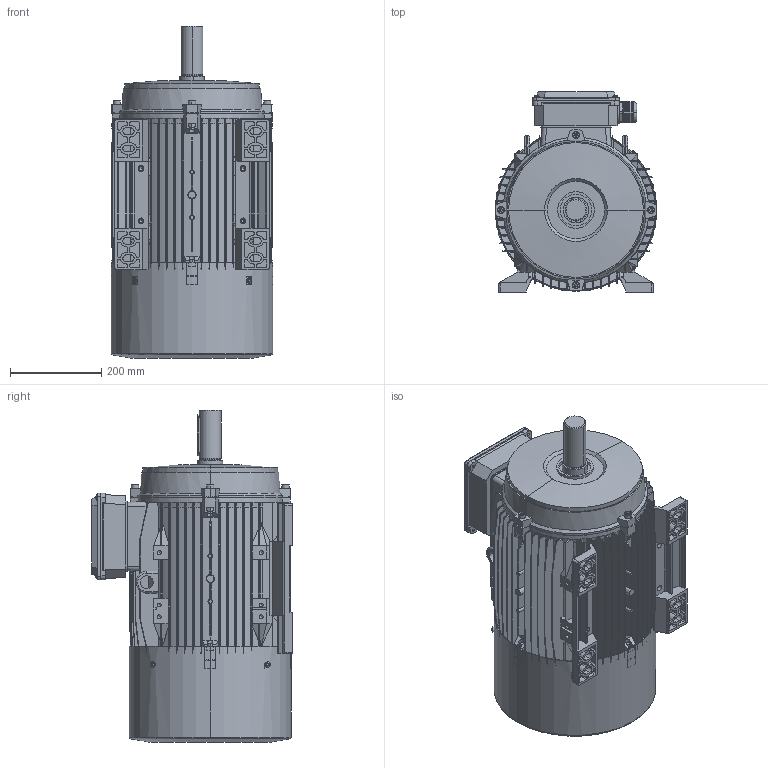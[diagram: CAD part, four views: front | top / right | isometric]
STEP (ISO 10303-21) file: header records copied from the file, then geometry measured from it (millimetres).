
FILE_DESCRIPTION (( 'STEP AP203' ), '1' );
FILE_NAME ('MS180 B3蚾饜芞.STEP', '2015-01-09T05:22:12', ( 'USER' ), ( 'MS' ), 'SwSTEP 2.0', 'SolidWorks 2008', '' );
FILE_SCHEMA (( 'CONFIG_CONTROL_DESIGN' ));
Length unit declared in the file: millimetre
Products named in the file (14): 180 B3盖_默认; 180风叶_默认; 180出线螺杆_默认; Cross recessed thread forming screws GB_GB_CROSS_SCREWS_TYPE138 M6X12-N; MS180 B3蚾饜芞; 180机壳_默认; 180转轴_默认; 180后盖_默认; 180风罩_默认; MS180-200 新接线盒座_默认; MS180-200 新接线盒盖_默认; Hexagon socket head cap screws GB_GB_FASTENER_SCREWS_HSHCS M10X55-N; Hexagon nuts grade C GB_GB_FASTENER_NUT_SNC1 M10-N; 180底脚_默认
Assembly tree (36 placements, depth 2):
  MS180 B3蚾饜芞
    Hexagon nuts grade C GB_GB_FASTENER_NUT_SNC1 M10-N  x8
    180出线螺杆_默认  x2
    180后盖_默认
    Cross recessed thread forming screws GB_GB_CROSS_SCREWS_TYPE138 M6X12-N  x8
    Hexagon socket head cap screws GB_GB_FASTENER_SCREWS_HSHCS M10X55-N  x8
    180底脚_默认  x2
    180风罩_默认
    MS180-200 新接线盒盖_默认
    180转轴_默认
    MS180-200 新接线盒座_默认
    180机壳_默认
    180风叶_默认
    180 B3盖_默认
Bounding box: 355 x 440 x 729 mm (x, y, z)
Volume: 9677440.4 mm3; surface area: 3410126.3 mm2
Topology: 36 solids, 36 shells, 5428 faces, 14644 edges, 9367 vertices
Faces by surface type: plane 3259, cylinder 1041, bspline 484, cone 385, torus 243, sphere 16
Entity records: 166354 total; most frequent: CARTESIAN_POINT 50213, ORIENTED_EDGE 24944, DIRECTION 21364, EDGE_CURVE 12472, LINE 8350, VECTOR 8350, VERTEX_POINT 8004, AXIS2_PLACEMENT_3D 6507
